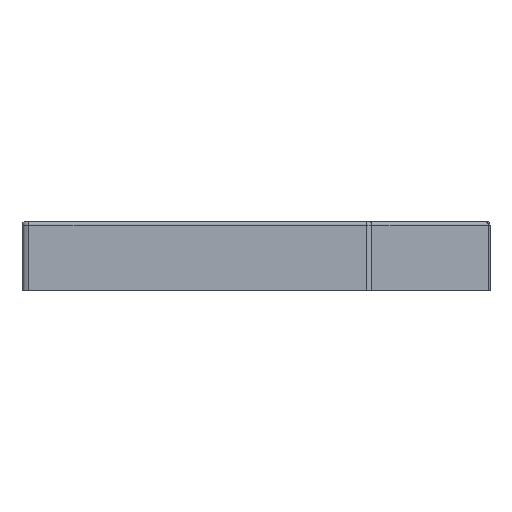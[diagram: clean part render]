
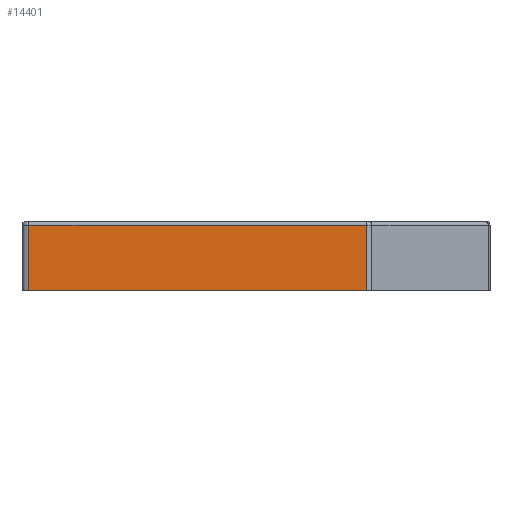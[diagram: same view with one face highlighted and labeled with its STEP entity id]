
A CAD part, left-side view. The second image highlights one B-rep face of the part: STEP entity #14401.
In plain terms, the highlighted planar face has unit normal (-1, 0, 0).
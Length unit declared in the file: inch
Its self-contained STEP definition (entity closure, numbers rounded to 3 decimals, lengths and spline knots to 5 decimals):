
#108 = VERTEX_POINT ( 'NONE', #14048 ) ;
#494 = AXIS2_PLACEMENT_3D ( 'NONE', #2627, #1396, #4763 ) ;
#790 = LINE ( 'NONE', #2020, #3683 ) ;
#1396 = DIRECTION ( 'NONE',  ( -1., 0., 0. ) ) ;
#1625 = EDGE_LOOP ( 'NONE', ( #4848, #10517, #12381, #7214 ) ) ;
#2020 = CARTESIAN_POINT ( 'NONE',  ( -3.21875, -5.13459, -1. ) ) ;
#2627 = CARTESIAN_POINT ( 'NONE',  ( -3.21875, -0.125, -1. ) ) ;
#2727 = CARTESIAN_POINT ( 'NONE',  ( -3.21875, -0.125, -1. ) ) ;
#3683 = VECTOR ( 'NONE', #5468, 39.37008 ) ;
#3737 = VERTEX_POINT ( 'NONE', #9525 ) ;
#4763 = DIRECTION ( 'NONE',  ( 0., -1., 0. ) ) ;
#4848 = ORIENTED_EDGE ( 'NONE', *, *, #14299, .T. ) ;
#5069 = PLANE ( 'NONE',  #494 ) ;
#5299 = CARTESIAN_POINT ( 'NONE',  ( -3.21875, -0.225, -1. ) ) ;
#5468 = DIRECTION ( 'NONE',  ( 0., 0., 1. ) ) ;
#6434 = CARTESIAN_POINT ( 'NONE',  ( -3.21875, -0.225, -1. ) ) ;
#6856 = DIRECTION ( 'NONE',  ( 0., 1., 0. ) ) ;
#7214 = ORIENTED_EDGE ( 'NONE', *, *, #14122, .T. ) ;
#7522 = VECTOR ( 'NONE', #8959, 39.37008 ) ;
#8349 = VERTEX_POINT ( 'NONE', #5299 ) ;
#8479 = DIRECTION ( 'NONE',  ( 0., -1., 0. ) ) ;
#8959 = DIRECTION ( 'NONE',  ( 0., 0., -1. ) ) ;
#8969 = VERTEX_POINT ( 'NONE', #10955 ) ;
#9525 = CARTESIAN_POINT ( 'NONE',  ( -3.21875, -5.13459, -1. ) ) ;
#10195 = LINE ( 'NONE', #6434, #7522 ) ;
#10325 = CARTESIAN_POINT ( 'NONE',  ( -3.21875, -0.125, -0.05 ) ) ;
#10517 = ORIENTED_EDGE ( 'NONE', *, *, #10835, .T. ) ;
#10835 = EDGE_CURVE ( 'NONE', #8969, #8349, #10195, .T. ) ;
#10955 = CARTESIAN_POINT ( 'NONE',  ( -3.21875, -0.225, -0.05 ) ) ;
#11537 = VECTOR ( 'NONE', #6856, 39.37008 ) ;
#12090 = FACE_OUTER_BOUND ( 'NONE', #1625, .T. ) ;
#12381 = ORIENTED_EDGE ( 'NONE', *, *, #12784, .T. ) ;
#12731 = VECTOR ( 'NONE', #8479, 39.37008 ) ;
#12784 = EDGE_CURVE ( 'NONE', #8349, #3737, #14336, .T. ) ;
#14048 = CARTESIAN_POINT ( 'NONE',  ( -3.21875, -5.13459, -0.05 ) ) ;
#14122 = EDGE_CURVE ( 'NONE', #3737, #108, #790, .T. ) ;
#14299 = EDGE_CURVE ( 'NONE', #108, #8969, #14936, .T. ) ;
#14336 = LINE ( 'NONE', #2727, #12731 ) ;
#14401 = ADVANCED_FACE ( 'NONE', ( #12090 ), #5069, .T. ) ;
#14936 = LINE ( 'NONE', #10325, #11537 ) ;
